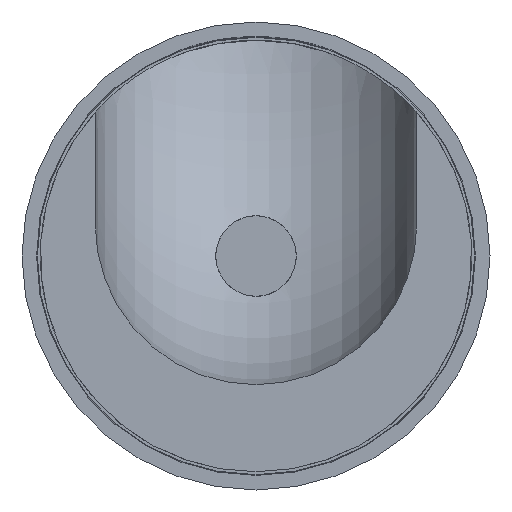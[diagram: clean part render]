
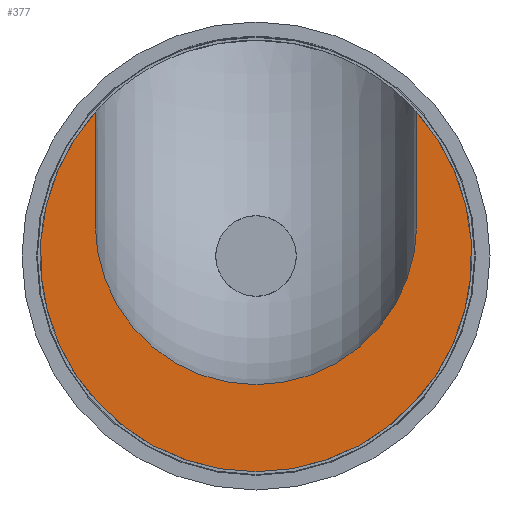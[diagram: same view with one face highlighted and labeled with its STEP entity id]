
A CAD part, front view. The second image highlights one B-rep face of the part: STEP entity #377.
In plain terms, the highlighted planar face has unit normal (0, -1, 0).
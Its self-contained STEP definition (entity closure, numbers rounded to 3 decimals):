
#77 = CARTESIAN_POINT ( 'NONE',  ( -1.1, -27., 0.983 ) ) ;
#143 = ORIENTED_EDGE ( 'NONE', *, *, #1092, .F. ) ;
#152 = DIRECTION ( 'NONE',  ( 0., 0., 1. ) ) ;
#245 = CARTESIAN_POINT ( 'NONE',  ( 1.1, -27., 0.22 ) ) ;
#326 = DIRECTION ( 'NONE',  ( 0., 0., -1. ) ) ;
#377 = ADVANCED_FACE ( 'Defeature ausgef�hrt1_4', ( #2942 ), #2912, .F. ) ;
#411 = CIRCLE ( 'NONE', #2157, 1.1 ) ;
#479 = EDGE_CURVE ( 'Defeature ausgef�hrt1_14+Defeature ausgef�hrt1_4+Defeature ausgef�hrt1_13+Defeature ausgef�hrt1_12', #3234, #2712, #1117, .T. ) ;
#534 = DIRECTION ( 'NONE',  ( 0., 0., 1. ) ) ;
#555 = ORIENTED_EDGE ( 'NONE', *, *, #479, .F. ) ;
#810 = CIRCLE ( 'NONE', #1469, 1.475 ) ;
#961 = DIRECTION ( 'NONE',  ( 0., 1., 0. ) ) ;
#1088 = VECTOR ( 'NONE', #2987, 1000. ) ;
#1092 = EDGE_CURVE ( 'Defeature ausgef�hrt1_13+Defeature ausgef�hrt1_4+Defeature ausgef�hrt1_5+Defeature ausgef�hrt1_14', #3328, #3119, #1862, .T. ) ;
#1117 = CIRCLE ( 'NONE', #2086, 1.1 ) ;
#1208 = DIRECTION ( 'NONE',  ( 0., -1., 0. ) ) ;
#1218 = CARTESIAN_POINT ( 'NONE',  ( 0., -27., -1.475 ) ) ;
#1309 = ORIENTED_EDGE ( 'NONE', *, *, #3674, .F. ) ;
#1386 = CARTESIAN_POINT ( 'NONE',  ( 1.1, -27., 2.12 ) ) ;
#1389 = VERTEX_POINT ( 'NONE', #1218 ) ;
#1407 = DIRECTION ( 'NONE',  ( 0., 0., -1. ) ) ;
#1469 = AXIS2_PLACEMENT_3D ( 'NONE', #2784, #2831, #152 ) ;
#1590 = CARTESIAN_POINT ( 'NONE',  ( 1.1, -27., 0.983 ) ) ;
#1684 = CARTESIAN_POINT ( 'NONE',  ( -1.1, -27., 0.22 ) ) ;
#1695 = DIRECTION ( 'NONE',  ( 0., 1., 0. ) ) ;
#1796 = CARTESIAN_POINT ( 'NONE',  ( 0., -27., 0.22 ) ) ;
#1833 = CARTESIAN_POINT ( 'NONE',  ( -1.1, -27., 2.12 ) ) ;
#1844 = EDGE_CURVE ( 'Defeature ausgef�hrt1_5+Defeature ausgef�hrt1_4+Defeature ausgef�hrt1_12+Defeature ausgef�hrt1_13', #2970, #1389, #3664, .T. ) ;
#1862 = LINE ( 'NONE', #1833, #1088 ) ;
#2041 = CARTESIAN_POINT ( 'NONE',  ( 0., -27., 0. ) ) ;
#2086 = AXIS2_PLACEMENT_3D ( 'NONE', #1796, #1208, #326 ) ;
#2157 = AXIS2_PLACEMENT_3D ( 'NONE', #3444, #3753, #1407 ) ;
#2206 = DIRECTION ( 'NONE',  ( 0., 0., 1. ) ) ;
#2278 = EDGE_LOOP ( 'NONE', ( #2552, #3350, #555, #3267, #143, #1309 ) ) ;
#2353 = CARTESIAN_POINT ( 'NONE',  ( 0., -27., -0.88 ) ) ;
#2552 = ORIENTED_EDGE ( 'NONE', *, *, #1844, .F. ) ;
#2708 = AXIS2_PLACEMENT_3D ( 'NONE', #2041, #1695, #534 ) ;
#2712 = VERTEX_POINT ( 'NONE', #245 ) ;
#2784 = CARTESIAN_POINT ( 'NONE',  ( 0., -27., 0. ) ) ;
#2831 = DIRECTION ( 'NONE',  ( 0., 1., 0. ) ) ;
#2912 = PLANE ( 'NONE',  #2708 ) ;
#2942 = FACE_OUTER_BOUND ( 'NONE', #2278, .T. ) ;
#2970 = VERTEX_POINT ( 'NONE', #1590 ) ;
#2976 = AXIS2_PLACEMENT_3D ( 'NONE', #3504, #961, #2206 ) ;
#2987 = DIRECTION ( 'NONE',  ( 0., 0., -1. ) ) ;
#3067 = VECTOR ( 'NONE', #3455, 1000. ) ;
#3078 = EDGE_CURVE ( 'Defeature ausgef�hrt1_14+Defeature ausgef�hrt1_4+Defeature ausgef�hrt1_13+Defeature ausgef�hrt1_12', #3119, #3234, #411, .T. ) ;
#3098 = EDGE_CURVE ( 'Defeature ausgef�hrt1_12+Defeature ausgef�hrt1_4+Defeature ausgef�hrt1_14+Defeature ausgef�hrt1_5', #2712, #2970, #3516, .T. ) ;
#3119 = VERTEX_POINT ( 'NONE', #1684 ) ;
#3234 = VERTEX_POINT ( 'NONE', #2353 ) ;
#3267 = ORIENTED_EDGE ( 'NONE', *, *, #3078, .F. ) ;
#3328 = VERTEX_POINT ( 'NONE', #77 ) ;
#3350 = ORIENTED_EDGE ( 'NONE', *, *, #3098, .F. ) ;
#3444 = CARTESIAN_POINT ( 'NONE',  ( 0., -27., 0.22 ) ) ;
#3455 = DIRECTION ( 'NONE',  ( 0., 0., 1. ) ) ;
#3504 = CARTESIAN_POINT ( 'NONE',  ( 0., -27., 0. ) ) ;
#3516 = LINE ( 'NONE', #1386, #3067 ) ;
#3664 = CIRCLE ( 'NONE', #2976, 1.475 ) ;
#3674 = EDGE_CURVE ( 'Defeature ausgef�hrt1_5+Defeature ausgef�hrt1_4+Defeature ausgef�hrt1_12+Defeature ausgef�hrt1_13', #1389, #3328, #810, .T. ) ;
#3753 = DIRECTION ( 'NONE',  ( 0., -1., 0. ) ) ;
